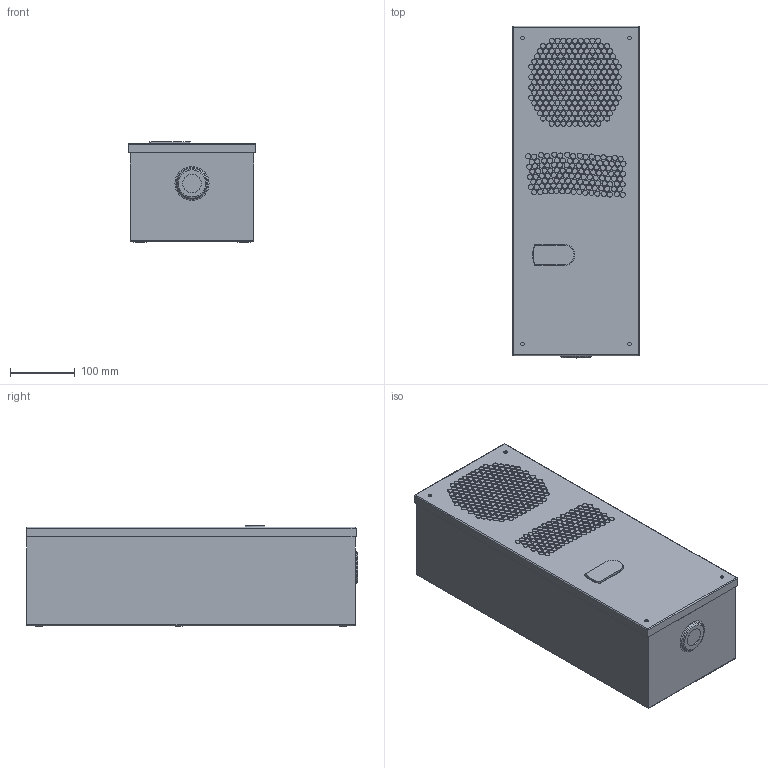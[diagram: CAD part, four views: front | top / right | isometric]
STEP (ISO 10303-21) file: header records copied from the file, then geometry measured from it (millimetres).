
FILE_DESCRIPTION (( 'STEP AP214' ), '1' );
FILE_NAME ('SCE-HE04W120V.STEP', '2024-03-27T12:44:56', ( '' ), ( '' ), 'SwSTEP 2.0', 'SolidWorks 2023', '' );
FILE_SCHEMA (( 'AUTOMOTIVE_DESIGN' ));
Length unit declared in the file: inch
Products named in the file (1): SCE-HE04W120V
Bounding box: 196.5 x 513 x 155.35 mm (x, y, z)
Volume: 14766582.2 mm3; surface area: 425750.1 mm2
Topology: 1 solids, 7 shells, 1404 faces, 2280 edges, 1517 vertices
Faces by surface type: plane 765, cylinder 636, torus 2, cone 1
Full cylindrical faces by diameter (mm): 3.2 x5, 4.5 x3, 5.5 x4, 8 x594, 16.5 x1, 28.5 x1
Entity records: 29747 total; most frequent: DIRECTION 5730, CARTESIAN_POINT 4613, ORIENTED_EDGE 3336, AXIS2_PLACEMENT_3D 2665, EDGE_LOOP 2654, FACE_OUTER_BOUND 2014, EDGE_CURVE 1668, VERTEX_POINT 1516
